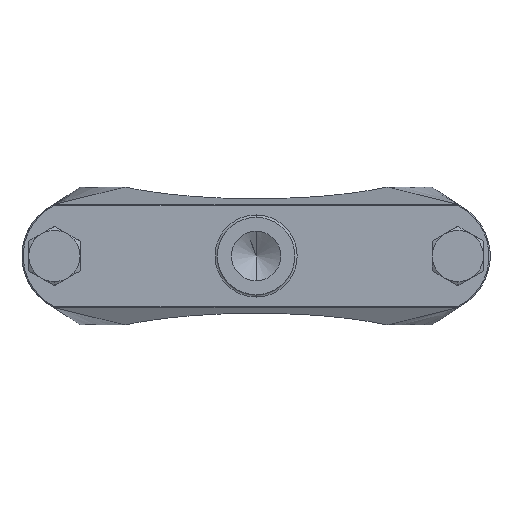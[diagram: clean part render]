
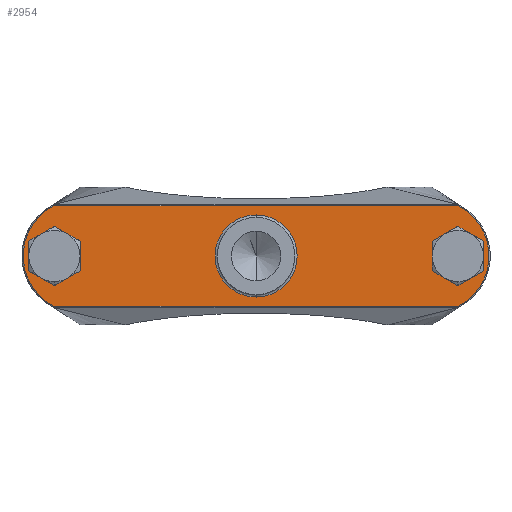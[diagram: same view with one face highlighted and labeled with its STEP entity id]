
A CAD part, front view. The second image highlights one B-rep face of the part: STEP entity #2954.
In plain terms, the highlighted planar face has unit normal (0, -1, 0).
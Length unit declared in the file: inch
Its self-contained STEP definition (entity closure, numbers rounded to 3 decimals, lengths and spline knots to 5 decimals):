
#6 = EDGE_CURVE ( 'NONE', #638, #670, #2046, .T. ) ;
#20 = VECTOR ( 'NONE', #1872, 39.37008 ) ;
#23 = PLANE ( 'NONE',  #2470 ) ;
#53 = EDGE_CURVE ( 'NONE', #2749, #180, #3235, .T. ) ;
#54 = DIRECTION ( 'NONE',  ( 0., -1., 0. ) ) ;
#79 = VERTEX_POINT ( 'NONE', #389 ) ;
#103 = VERTEX_POINT ( 'NONE', #1650 ) ;
#105 = LINE ( 'NONE', #788, #626 ) ;
#175 = CARTESIAN_POINT ( 'NONE',  ( 1.50025, -0.995, 0.1263 ) ) ;
#180 = VERTEX_POINT ( 'NONE', #2867 ) ;
#198 = ORIENTED_EDGE ( 'NONE', *, *, #2769, .F. ) ;
#215 = FACE_BOUND ( 'NONE', #1115, .T. ) ;
#221 = CARTESIAN_POINT ( 'NONE',  ( -1.719, -0.995, -0.25259 ) ) ;
#245 = CARTESIAN_POINT ( 'NONE',  ( 1.505, -0.995, 0. ) ) ;
#262 = DIRECTION ( 'NONE',  ( 0., 0., -1. ) ) ;
#287 = LINE ( 'NONE', #2012, #1448 ) ;
#297 = EDGE_LOOP ( 'NONE', ( #663, #2013, #2501, #1682, #2839, #3020 ) ) ;
#368 = FACE_BOUND ( 'NONE', #297, .T. ) ;
#375 = EDGE_CURVE ( 'NONE', #1976, #2091, #1946, .T. ) ;
#382 = CARTESIAN_POINT ( 'NONE',  ( 1.50025, -0.995, -0.1263 ) ) ;
#389 = CARTESIAN_POINT ( 'NONE',  ( 0., -0.995, -0.35 ) ) ;
#414 = EDGE_CURVE ( 'NONE', #573, #2749, #2321, .T. ) ;
#420 = CARTESIAN_POINT ( 'NONE',  ( -1.72327, -0.995, 0.4275 ) ) ;
#477 = ORIENTED_EDGE ( 'NONE', *, *, #375, .T. ) ;
#552 = EDGE_CURVE ( 'NONE', #2512, #2452, #1877, .T. ) ;
#573 = VERTEX_POINT ( 'NONE', #611 ) ;
#580 = CIRCLE ( 'NONE', #1316, 0.35 ) ;
#591 = CARTESIAN_POINT ( 'NONE',  ( -1.50025, -0.995, -0.1263 ) ) ;
#596 = DIRECTION ( 'NONE',  ( 0., 0., -1. ) ) ;
#608 = ORIENTED_EDGE ( 'NONE', *, *, #2387, .T. ) ;
#611 = CARTESIAN_POINT ( 'NONE',  ( -1.50025, -0.995, 0.1263 ) ) ;
#626 = VECTOR ( 'NONE', #3031, 39.37008 ) ;
#638 = VERTEX_POINT ( 'NONE', #899 ) ;
#663 = ORIENTED_EDGE ( 'NONE', *, *, #837, .F. ) ;
#670 = VERTEX_POINT ( 'NONE', #175 ) ;
#788 = CARTESIAN_POINT ( 'NONE',  ( 1.50025, -0.995, 0.1263 ) ) ;
#825 = DIRECTION ( 'NONE',  ( -0.866, 0., 0.5 ) ) ;
#837 = EDGE_CURVE ( 'NONE', #2877, #638, #287, .T. ) ;
#852 = DIRECTION ( 'NONE',  ( 0., 1., 0. ) ) ;
#884 = LINE ( 'NONE', #591, #1963 ) ;
#896 = CARTESIAN_POINT ( 'NONE',  ( -1.719, -0.995, 0.25259 ) ) ;
#899 = CARTESIAN_POINT ( 'NONE',  ( 1.719, -0.995, 0.25259 ) ) ;
#1001 = CARTESIAN_POINT ( 'NONE',  ( -1.505, -0.995, 0. ) ) ;
#1031 = CARTESIAN_POINT ( 'NONE',  ( -1.93775, -0.995, -0.1263 ) ) ;
#1047 = EDGE_CURVE ( 'NONE', #103, #1976, #2768, .T. ) ;
#1075 = DIRECTION ( 'NONE',  ( 0.866, 0., -0.5 ) ) ;
#1092 = VERTEX_POINT ( 'NONE', #1715 ) ;
#1112 = CARTESIAN_POINT ( 'NONE',  ( -1.93775, -0.995, -0.1263 ) ) ;
#1115 = EDGE_LOOP ( 'NONE', ( #608, #1359 ) ) ;
#1139 = DIRECTION ( 'NONE',  ( -1., 0., 0. ) ) ;
#1159 = LINE ( 'NONE', #1949, #1620 ) ;
#1170 = CARTESIAN_POINT ( 'NONE',  ( 1.719, -0.995, 0.25259 ) ) ;
#1185 = EDGE_CURVE ( 'NONE', #2091, #2085, #2731, .T. ) ;
#1223 = VERTEX_POINT ( 'NONE', #1969 ) ;
#1314 = ORIENTED_EDGE ( 'NONE', *, *, #414, .F. ) ;
#1316 = AXIS2_PLACEMENT_3D ( 'NONE', #1435, #2685, #1676 ) ;
#1343 = DIRECTION ( 'NONE',  ( 0., 0., -1. ) ) ;
#1348 = CARTESIAN_POINT ( 'NONE',  ( -1.719, -0.995, 0.25259 ) ) ;
#1359 = ORIENTED_EDGE ( 'NONE', *, *, #1727, .T. ) ;
#1361 = EDGE_LOOP ( 'NONE', ( #2383, #477, #2948, #1547 ) ) ;
#1369 = VECTOR ( 'NONE', #1139, 39.37008 ) ;
#1435 = CARTESIAN_POINT ( 'NONE',  ( 0., -0.995, 0. ) ) ;
#1448 = VECTOR ( 'NONE', #825, 39.37008 ) ;
#1496 = CARTESIAN_POINT ( 'NONE',  ( -1.505, -0.995, 0. ) ) ;
#1547 = ORIENTED_EDGE ( 'NONE', *, *, #2554, .T. ) ;
#1569 = DIRECTION ( 'NONE',  ( 0., 0., -1. ) ) ;
#1571 = EDGE_CURVE ( 'NONE', #670, #1092, #105, .T. ) ;
#1572 = DIRECTION ( 'NONE',  ( 0., 0., 1. ) ) ;
#1599 = DIRECTION ( 'NONE',  ( 0.866, 0., 0.5 ) ) ;
#1620 = VECTOR ( 'NONE', #2750, 39.37008 ) ;
#1629 = CARTESIAN_POINT ( 'NONE',  ( -1.93775, -0.995, 0.1263 ) ) ;
#1650 = CARTESIAN_POINT ( 'NONE',  ( 1.72327, -0.995, 0.4275 ) ) ;
#1670 = DIRECTION ( 'NONE',  ( 0., 0., 1. ) ) ;
#1676 = DIRECTION ( 'NONE',  ( 0., 0., -1. ) ) ;
#1682 = ORIENTED_EDGE ( 'NONE', *, *, #1895, .F. ) ;
#1715 = CARTESIAN_POINT ( 'NONE',  ( 1.50025, -0.995, -0.1263 ) ) ;
#1726 = CARTESIAN_POINT ( 'NONE',  ( -1.50025, -0.995, 0.1263 ) ) ;
#1727 = EDGE_CURVE ( 'NONE', #2526, #79, #1778, .T. ) ;
#1764 = CARTESIAN_POINT ( 'NONE',  ( 0., -0.995, 0.35 ) ) ;
#1778 = CIRCLE ( 'NONE', #3021, 0.35 ) ;
#1838 = AXIS2_PLACEMENT_3D ( 'NONE', #1001, #3206, #2964 ) ;
#1850 = CARTESIAN_POINT ( 'NONE',  ( 1.93775, -0.995, -0.1263 ) ) ;
#1872 = DIRECTION ( 'NONE',  ( 0.866, 0., -0.5 ) ) ;
#1877 = LINE ( 'NONE', #1112, #3139 ) ;
#1878 = CARTESIAN_POINT ( 'NONE',  ( 1.719, -0.995, -0.25259 ) ) ;
#1895 = EDGE_CURVE ( 'NONE', #1092, #3126, #3070, .T. ) ;
#1929 = VECTOR ( 'NONE', #2626, 39.37008 ) ;
#1943 = DIRECTION ( 'NONE',  ( -0.866, 0., 0.5 ) ) ;
#1946 = CIRCLE ( 'NONE', #1838, 0.48 ) ;
#1949 = CARTESIAN_POINT ( 'NONE',  ( -1.719, -0.995, -0.25259 ) ) ;
#1959 = LINE ( 'NONE', #1850, #2779 ) ;
#1962 = CARTESIAN_POINT ( 'NONE',  ( -1.72327, -0.995, -0.4275 ) ) ;
#1963 = VECTOR ( 'NONE', #1572, 39.37008 ) ;
#1969 = CARTESIAN_POINT ( 'NONE',  ( 1.93775, -0.995, -0.1263 ) ) ;
#1976 = VERTEX_POINT ( 'NONE', #420 ) ;
#1999 = EDGE_LOOP ( 'NONE', ( #1314, #2817, #3073, #2106, #198, #2608 ) ) ;
#2012 = CARTESIAN_POINT ( 'NONE',  ( 1.93775, -0.995, 0.1263 ) ) ;
#2013 = ORIENTED_EDGE ( 'NONE', *, *, #2794, .F. ) ;
#2032 = VECTOR ( 'NONE', #1599, 39.37008 ) ;
#2046 = LINE ( 'NONE', #1170, #3115 ) ;
#2085 = VERTEX_POINT ( 'NONE', #3218 ) ;
#2091 = VERTEX_POINT ( 'NONE', #1962 ) ;
#2104 = EDGE_CURVE ( 'NONE', #2999, #573, #884, .T. ) ;
#2106 = ORIENTED_EDGE ( 'NONE', *, *, #552, .F. ) ;
#2321 = LINE ( 'NONE', #1726, #2806 ) ;
#2383 = ORIENTED_EDGE ( 'NONE', *, *, #1047, .T. ) ;
#2387 = EDGE_CURVE ( 'NONE', #79, #2526, #580, .T. ) ;
#2417 = LINE ( 'NONE', #1629, #2494 ) ;
#2445 = DIRECTION ( 'NONE',  ( -0.866, 0., -0.5 ) ) ;
#2451 = EDGE_CURVE ( 'NONE', #2452, #2999, #1159, .T. ) ;
#2452 = VERTEX_POINT ( 'NONE', #221 ) ;
#2470 = AXIS2_PLACEMENT_3D ( 'NONE', #1496, #54, #1343 ) ;
#2494 = VECTOR ( 'NONE', #596, 39.37008 ) ;
#2501 = ORIENTED_EDGE ( 'NONE', *, *, #2741, .F. ) ;
#2512 = VERTEX_POINT ( 'NONE', #1031 ) ;
#2526 = VERTEX_POINT ( 'NONE', #1764 ) ;
#2533 = CIRCLE ( 'NONE', #3056, 0.48 ) ;
#2553 = CARTESIAN_POINT ( 'NONE',  ( 0., -0.995, 0. ) ) ;
#2554 = EDGE_CURVE ( 'NONE', #2085, #103, #2533, .T. ) ;
#2608 = ORIENTED_EDGE ( 'NONE', *, *, #53, .F. ) ;
#2626 = DIRECTION ( 'NONE',  ( -0.866, 0., -0.5 ) ) ;
#2658 = FACE_OUTER_BOUND ( 'NONE', #1361, .T. ) ;
#2685 = DIRECTION ( 'NONE',  ( 0., 1., 0. ) ) ;
#2687 = VECTOR ( 'NONE', #2730, 39.37008 ) ;
#2730 = DIRECTION ( 'NONE',  ( 1., 0., 0. ) ) ;
#2731 = LINE ( 'NONE', #2748, #2687 ) ;
#2741 = EDGE_CURVE ( 'NONE', #3126, #1223, #2949, .T. ) ;
#2748 = CARTESIAN_POINT ( 'NONE',  ( 1.72567, -0.995, -0.4275 ) ) ;
#2749 = VERTEX_POINT ( 'NONE', #1348 ) ;
#2750 = DIRECTION ( 'NONE',  ( 0.866, 0., 0.5 ) ) ;
#2759 = DIRECTION ( 'NONE',  ( 0., -1., 0. ) ) ;
#2768 = LINE ( 'NONE', #3119, #1369 ) ;
#2769 = EDGE_CURVE ( 'NONE', #180, #2512, #2417, .T. ) ;
#2776 = FACE_BOUND ( 'NONE', #1999, .T. ) ;
#2779 = VECTOR ( 'NONE', #1670, 39.37008 ) ;
#2794 = EDGE_CURVE ( 'NONE', #1223, #2877, #1959, .T. ) ;
#2806 = VECTOR ( 'NONE', #1943, 39.37008 ) ;
#2817 = ORIENTED_EDGE ( 'NONE', *, *, #2104, .F. ) ;
#2839 = ORIENTED_EDGE ( 'NONE', *, *, #1571, .F. ) ;
#2867 = CARTESIAN_POINT ( 'NONE',  ( -1.93775, -0.995, 0.1263 ) ) ;
#2877 = VERTEX_POINT ( 'NONE', #3236 ) ;
#2948 = ORIENTED_EDGE ( 'NONE', *, *, #1185, .T. ) ;
#2949 = LINE ( 'NONE', #3128, #2032 ) ;
#2954 = ADVANCED_FACE ( 'NONE', ( #215, #2658, #368, #2776 ), #23, .T. ) ;
#2964 = DIRECTION ( 'NONE',  ( 0., 0., -1. ) ) ;
#2999 = VERTEX_POINT ( 'NONE', #3082 ) ;
#3020 = ORIENTED_EDGE ( 'NONE', *, *, #6, .F. ) ;
#3021 = AXIS2_PLACEMENT_3D ( 'NONE', #2553, #852, #1569 ) ;
#3031 = DIRECTION ( 'NONE',  ( 0., 0., -1. ) ) ;
#3056 = AXIS2_PLACEMENT_3D ( 'NONE', #245, #2759, #262 ) ;
#3070 = LINE ( 'NONE', #382, #20 ) ;
#3073 = ORIENTED_EDGE ( 'NONE', *, *, #2451, .F. ) ;
#3082 = CARTESIAN_POINT ( 'NONE',  ( -1.50025, -0.995, -0.1263 ) ) ;
#3115 = VECTOR ( 'NONE', #2445, 39.37008 ) ;
#3119 = CARTESIAN_POINT ( 'NONE',  ( -1.72567, -0.995, 0.4275 ) ) ;
#3126 = VERTEX_POINT ( 'NONE', #1878 ) ;
#3128 = CARTESIAN_POINT ( 'NONE',  ( 1.719, -0.995, -0.25259 ) ) ;
#3139 = VECTOR ( 'NONE', #1075, 39.37008 ) ;
#3206 = DIRECTION ( 'NONE',  ( 0., -1., 0. ) ) ;
#3218 = CARTESIAN_POINT ( 'NONE',  ( 1.72327, -0.995, -0.4275 ) ) ;
#3235 = LINE ( 'NONE', #896, #1929 ) ;
#3236 = CARTESIAN_POINT ( 'NONE',  ( 1.93775, -0.995, 0.1263 ) ) ;
